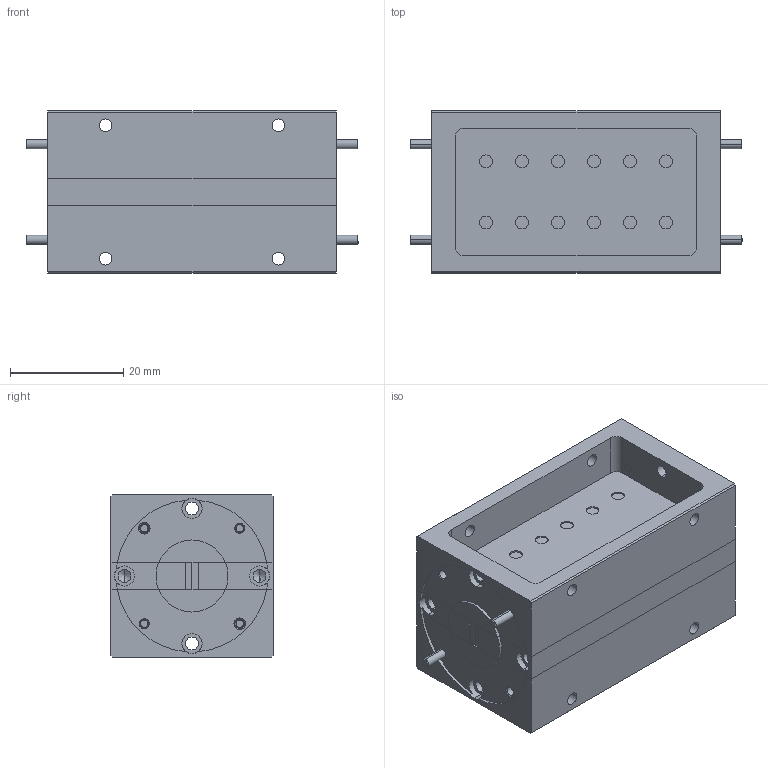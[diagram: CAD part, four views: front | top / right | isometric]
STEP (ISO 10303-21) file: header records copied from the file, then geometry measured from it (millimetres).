
FILE_DESCRIPTION (( 'STEP AP203' ), '1' );
FILE_NAME ('WF-LU-A.STEP', '2022-09-15T16:55:10', ( '' ), ( '' ), 'SwSTEP 2.0', 'SolidWorks 2021', '' );
FILE_SCHEMA (( 'CONFIG_CONTROL_DESIGN' ));
Length unit declared in the file: inch
Products named in the file (1): WF-LU-A
Bounding box: 58.55 x 28.57 x 28.57 mm (x, y, z)
Volume: 25509.3 mm3; surface area: 18132.7 mm2
Topology: 32 solids, 32 shells, 656 faces, 1430 edges, 872 vertices
Faces by surface type: plane 258, cylinder 226, cone 172
Entity records: 18287 total; most frequent: CARTESIAN_POINT 3467, DIRECTION 3284, ORIENTED_EDGE 2844, EDGE_CURVE 1422, AXIS2_PLACEMENT_3D 1289, VERTEX_POINT 872, EDGE_LOOP 762, LINE 706
